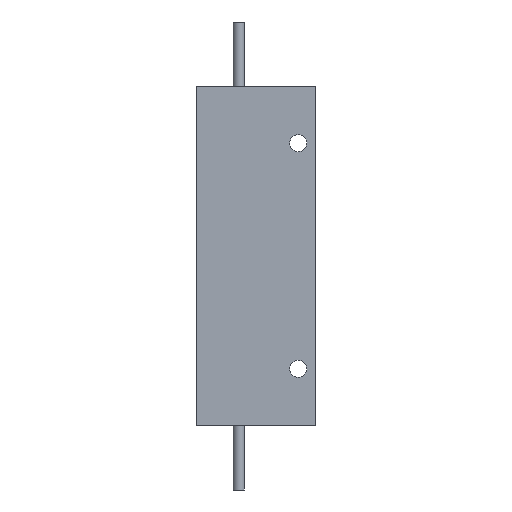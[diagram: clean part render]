
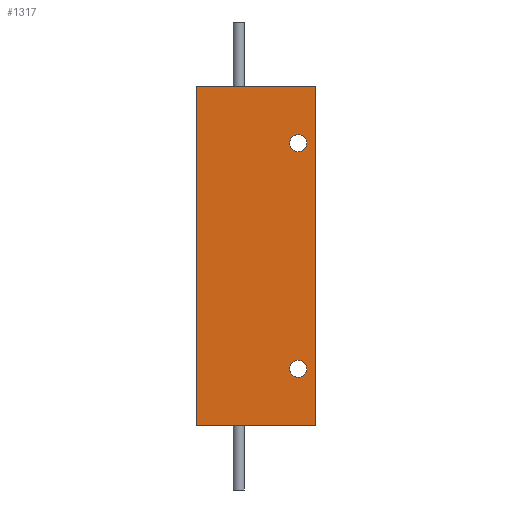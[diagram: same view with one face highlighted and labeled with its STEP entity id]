
A CAD part, front view. The second image highlights one B-rep face of the part: STEP entity #1317.
In plain terms, the highlighted planar face has unit normal (0, -1, 0).
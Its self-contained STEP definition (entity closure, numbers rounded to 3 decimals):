
#84=LINE('',#2040,#230);
#85=LINE('',#2043,#231);
#86=LINE('',#2045,#232);
#87=LINE('',#2046,#233);
#230=VECTOR('',#1667,10.);
#231=VECTOR('',#1670,10.);
#232=VECTOR('',#1671,10.);
#233=VECTOR('',#1672,10.);
#333=PLANE('',#1421);
#377=FACE_BOUND('',#500,.T.);
#378=FACE_BOUND('',#501,.T.);
#419=FACE_OUTER_BOUND('',#499,.T.);
#499=EDGE_LOOP('',(#1021,#1022,#1023,#1024));
#500=EDGE_LOOP('',(#1025));
#501=EDGE_LOOP('',(#1026));
#536=CIRCLE('',#1359,1.5);
#538=CIRCLE('',#1362,1.5);
#576=VERTEX_POINT('',#1839);
#578=VERTEX_POINT('',#1844);
#643=VERTEX_POINT('',#2036);
#644=VERTEX_POINT('',#2038);
#645=VERTEX_POINT('',#2042);
#646=VERTEX_POINT('',#2044);
#704=EDGE_CURVE('',#576,#576,#536,.T.);
#706=EDGE_CURVE('',#578,#578,#538,.T.);
#799=EDGE_CURVE('',#643,#644,#84,.T.);
#800=EDGE_CURVE('',#643,#645,#85,.T.);
#801=EDGE_CURVE('',#646,#644,#86,.T.);
#802=EDGE_CURVE('',#645,#646,#87,.T.);
#1021=ORIENTED_EDGE('',*,*,#800,.F.);
#1022=ORIENTED_EDGE('',*,*,#799,.T.);
#1023=ORIENTED_EDGE('',*,*,#801,.F.);
#1024=ORIENTED_EDGE('',*,*,#802,.F.);
#1025=ORIENTED_EDGE('',*,*,#704,.T.);
#1026=ORIENTED_EDGE('',*,*,#706,.T.);
#1317=ADVANCED_FACE('',(#419,#377,#378),#333,.T.);
#1359=AXIS2_PLACEMENT_3D('',#1840,#1473,#1474);
#1362=AXIS2_PLACEMENT_3D('',#1845,#1479,#1480);
#1421=AXIS2_PLACEMENT_3D('',#2041,#1668,#1669);
#1473=DIRECTION('center_axis',(0.,1.,0.));
#1474=DIRECTION('ref_axis',(1.,0.,0.));
#1479=DIRECTION('center_axis',(0.,1.,0.));
#1480=DIRECTION('ref_axis',(1.,0.,0.));
#1667=DIRECTION('',(0.,0.,1.));
#1668=DIRECTION('center_axis',(0.,-1.,0.));
#1669=DIRECTION('ref_axis',(1.,0.,0.));
#1670=DIRECTION('',(-1.,0.,0.));
#1671=DIRECTION('',(1.,0.,0.));
#1672=DIRECTION('',(0.,0.,1.));
#1839=CARTESIAN_POINT('',(12.05,-7.55,50.));
#1840=CARTESIAN_POINT('Origin',(10.55,-7.55,50.));
#1844=CARTESIAN_POINT('',(12.05,-7.55,10.));
#1845=CARTESIAN_POINT('Origin',(10.55,-7.55,10.));
#2036=CARTESIAN_POINT('',(13.55,-7.55,0.));
#2038=CARTESIAN_POINT('',(13.55,-7.55,60.));
#2040=CARTESIAN_POINT('',(13.55,-7.55,0.));
#2041=CARTESIAN_POINT('Origin',(-7.45,-7.55,0.));
#2042=CARTESIAN_POINT('',(-7.45,-7.55,0.));
#2043=CARTESIAN_POINT('',(13.55,-7.55,0.));
#2044=CARTESIAN_POINT('',(-7.45,-7.55,60.));
#2045=CARTESIAN_POINT('',(13.55,-7.55,60.));
#2046=CARTESIAN_POINT('',(-7.45,-7.55,0.));
